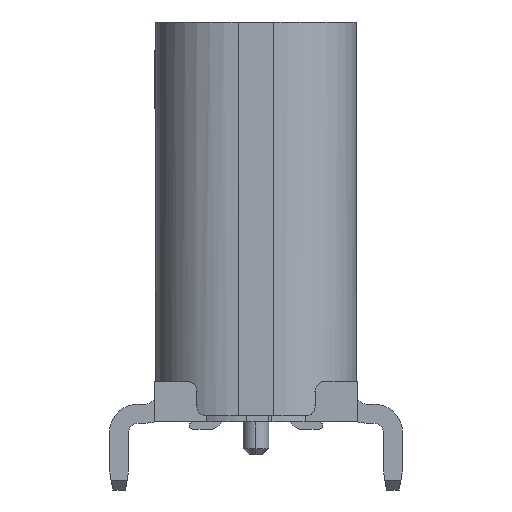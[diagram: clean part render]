
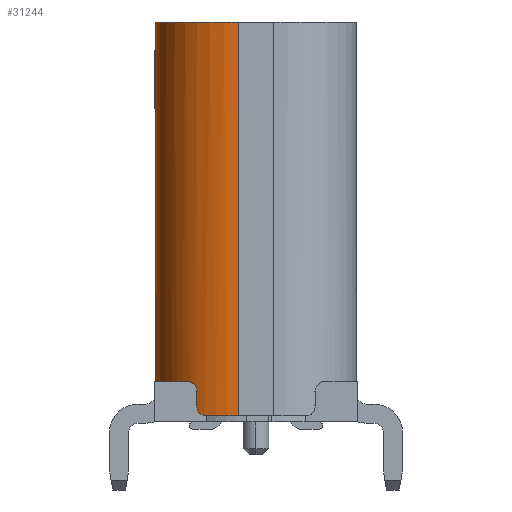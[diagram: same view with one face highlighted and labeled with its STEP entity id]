
A CAD part, left-side view. The second image highlights one B-rep face of the part: STEP entity #31244.
In plain terms, the highlighted cylindrical face has radius 1.3 mm (diameter 2.6 mm), a partial arc.
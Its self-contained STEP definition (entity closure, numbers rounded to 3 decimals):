
#788 = ORIENTED_EDGE ( 'NONE', *, *, #4323, .T. ) ;
#1131 = DIRECTION ( 'NONE',  ( 0., 0., 1. ) ) ;
#2315 = VERTEX_POINT ( 'NONE', #37475 ) ;
#3292 = CARTESIAN_POINT ( 'NONE',  ( -65.696, -1.121, -46.623 ) ) ;
#3772 = AXIS2_PLACEMENT_3D ( 'NONE', #50108, #41688, #10081 ) ;
#3949 = DIRECTION ( 'NONE',  ( 0., 1., 0. ) ) ;
#4070 = CARTESIAN_POINT ( 'NONE',  ( -65.613, -0.996, -46.473 ) ) ;
#4194 = CARTESIAN_POINT ( 'NONE',  ( -64.57, -1.771, -46.473 ) ) ;
#4323 = EDGE_CURVE ( 'NONE', #34697, #33935, #41860, .T. ) ;
#4546 = CARTESIAN_POINT ( 'NONE',  ( -65.696, -1.121, -46.853 ) ) ;
#5613 = CARTESIAN_POINT ( 'NONE',  ( -65.696, -1.121, -46.623 ) ) ;
#6561 = CARTESIAN_POINT ( 'NONE',  ( -65.688, -1.108, -46.545 ) ) ;
#6708 = CARTESIAN_POINT ( 'NONE',  ( -65.87, -1.771, -40.823 ) ) ;
#7378 = VERTEX_POINT ( 'NONE', #4070 ) ;
#8884 = CIRCLE ( 'NONE', #21520, 1.3 ) ;
#9613 = ORIENTED_EDGE ( 'NONE', *, *, #47577, .T. ) ;
#10081 = DIRECTION ( 'NONE',  ( 0., 1., 0. ) ) ;
#10535 = CARTESIAN_POINT ( 'NONE',  ( -65.613, -0.996, -46.473 ) ) ;
#11146 = VERTEX_POINT ( 'NONE', #18831 ) ;
#11249 = DIRECTION ( 'NONE',  ( 0., 0., 1. ) ) ;
#11601 = DIRECTION ( 'NONE',  ( 0., 0., 1. ) ) ;
#11619 = DIRECTION ( 'NONE',  ( 0., 0., 1. ) ) ;
#13526 = ORIENTED_EDGE ( 'NONE', *, *, #34109, .T. ) ;
#14452 = EDGE_CURVE ( 'NONE', #2315, #7378, #36012, .T. ) ;
#14762 = CARTESIAN_POINT ( 'NONE',  ( -65.658, -1.06, -46.489 ) ) ;
#15046 = CIRCLE ( 'NONE', #20072, 1.3 ) ;
#15605 = CARTESIAN_POINT ( 'NONE',  ( -64.57, -1.771, -46.473 ) ) ;
#16190 = CARTESIAN_POINT ( 'NONE',  ( -65.704, -1.135, -46.931 ) ) ;
#16220 = LINE ( 'NONE', #5613, #20674 ) ;
#16605 = DIRECTION ( 'NONE',  ( -0.596, 0.803, 0. ) ) ;
#18678 = DIRECTION ( 'NONE',  ( 0., 0., 1. ) ) ;
#18831 = CARTESIAN_POINT ( 'NONE',  ( -65.763, -1.256, -47.003 ) ) ;
#19512 = CARTESIAN_POINT ( 'NONE',  ( -64.57, -0.471, -40.823 ) ) ;
#20072 = AXIS2_PLACEMENT_3D ( 'NONE', #15605, #11619, #3949 ) ;
#20344 = VECTOR ( 'NONE', #18678, 1000. ) ;
#20550 = ORIENTED_EDGE ( 'NONE', *, *, #14452, .T. ) ;
#20632 = CARTESIAN_POINT ( 'NONE',  ( -65.73, -1.185, -46.987 ) ) ;
#20674 = VECTOR ( 'NONE', #34478, 1000. ) ;
#21520 = AXIS2_PLACEMENT_3D ( 'NONE', #43107, #11249, #51560 ) ;
#21833 = EDGE_CURVE ( 'NONE', #25714, #33935, #50856, .T. ) ;
#22181 = EDGE_CURVE ( 'NONE', #7378, #22419, #23426, .T. ) ;
#22270 = FACE_OUTER_BOUND ( 'NONE', #46363, .T. ) ;
#22419 = VERTEX_POINT ( 'NONE', #3292 ) ;
#22465 = EDGE_CURVE ( 'NONE', #11146, #34697, #8884, .T. ) ;
#22720 = DIRECTION ( 'NONE',  ( 0., 0., 1. ) ) ;
#23426 = B_SPLINE_CURVE_WITH_KNOTS ( 'NONE', 3,
 ( #10535, #51089, #14762, #6561, #38424, #31033 ),
 .UNSPECIFIED., .F., .F.,
 ( 4, 2, 4 ),
 ( 0., 0.5, 1. ),
 .UNSPECIFIED. ) ;
#23723 = AXIS2_PLACEMENT_3D ( 'NONE', #46473, #1131, #34299 ) ;
#24006 = EDGE_CURVE ( 'NONE', #48493, #11146, #28252, .T. ) ;
#25076 = CARTESIAN_POINT ( 'NONE',  ( -65.696, -1.122, -46.893 ) ) ;
#25714 = VERTEX_POINT ( 'NONE', #19512 ) ;
#26086 = VECTOR ( 'NONE', #22720, 1000. ) ;
#26494 = CARTESIAN_POINT ( 'NONE',  ( -65.87, -1.771, -47.003 ) ) ;
#26671 = CARTESIAN_POINT ( 'NONE',  ( -64.57, -0.471, -46.473 ) ) ;
#27289 = CARTESIAN_POINT ( 'NONE',  ( -65.696, -1.121, -46.853 ) ) ;
#27739 = ORIENTED_EDGE ( 'NONE', *, *, #22181, .T. ) ;
#28252 = B_SPLINE_CURVE_WITH_KNOTS ( 'NONE', 3,
 ( #4546, #25076, #16190, #20632, #49084, #37186 ),
 .UNSPECIFIED., .F., .F.,
 ( 4, 2, 4 ),
 ( 0., 0.5, 1. ),
 .UNSPECIFIED. ) ;
#28342 = ORIENTED_EDGE ( 'NONE', *, *, #24006, .T. ) ;
#29084 = LINE ( 'NONE', #26671, #26086 ) ;
#31033 = CARTESIAN_POINT ( 'NONE',  ( -65.696, -1.121, -46.623 ) ) ;
#31244 = ADVANCED_FACE ( 'NONE', ( #22270 ), #41996, .T. ) ;
#33706 = CARTESIAN_POINT ( 'NONE',  ( -64.57, -0.471, -46.473 ) ) ;
#33935 = VERTEX_POINT ( 'NONE', #6708 ) ;
#34109 = EDGE_CURVE ( 'NONE', #22419, #48493, #16220, .T. ) ;
#34299 = DIRECTION ( 'NONE',  ( 0., 1., 0. ) ) ;
#34478 = DIRECTION ( 'NONE',  ( 0., 0., -1. ) ) ;
#34697 = VERTEX_POINT ( 'NONE', #26494 ) ;
#36012 = CIRCLE ( 'NONE', #46961, 1.3 ) ;
#37186 = CARTESIAN_POINT ( 'NONE',  ( -65.763, -1.256, -47.003 ) ) ;
#37475 = CARTESIAN_POINT ( 'NONE',  ( -65.345, -0.728, -46.473 ) ) ;
#38424 = CARTESIAN_POINT ( 'NONE',  ( -65.696, -1.121, -46.583 ) ) ;
#39034 = ORIENTED_EDGE ( 'NONE', *, *, #21833, .F. ) ;
#41105 = ORIENTED_EDGE ( 'NONE', *, *, #22465, .T. ) ;
#41402 = ORIENTED_EDGE ( 'NONE', *, *, #41904, .F. ) ;
#41688 = DIRECTION ( 'NONE',  ( 0., 0., 1. ) ) ;
#41860 = LINE ( 'NONE', #50802, #20344 ) ;
#41904 = EDGE_CURVE ( 'NONE', #48847, #25714, #29084, .T. ) ;
#41996 = CYLINDRICAL_SURFACE ( 'NONE', #23723, 1.3 ) ;
#43107 = CARTESIAN_POINT ( 'NONE',  ( -64.57, -1.771, -47.003 ) ) ;
#46363 = EDGE_LOOP ( 'NONE', ( #20550, #27739, #13526, #28342, #41105, #788, #39034, #41402, #9613 ) ) ;
#46473 = CARTESIAN_POINT ( 'NONE',  ( -64.57, -1.771, -57.755 ) ) ;
#46961 = AXIS2_PLACEMENT_3D ( 'NONE', #4194, #11601, #16605 ) ;
#47577 = EDGE_CURVE ( 'NONE', #48847, #2315, #15046, .T. ) ;
#48493 = VERTEX_POINT ( 'NONE', #27289 ) ;
#48847 = VERTEX_POINT ( 'NONE', #33706 ) ;
#49084 = CARTESIAN_POINT ( 'NONE',  ( -65.747, -1.219, -47.003 ) ) ;
#50108 = CARTESIAN_POINT ( 'NONE',  ( -64.57, -1.771, -40.823 ) ) ;
#50802 = CARTESIAN_POINT ( 'NONE',  ( -65.87, -1.771, -47.003 ) ) ;
#50856 = CIRCLE ( 'NONE', #3772, 1.3 ) ;
#51089 = CARTESIAN_POINT ( 'NONE',  ( -65.637, -1.028, -46.473 ) ) ;
#51560 = DIRECTION ( 'NONE',  ( -0.918, 0.397, 0. ) ) ;
